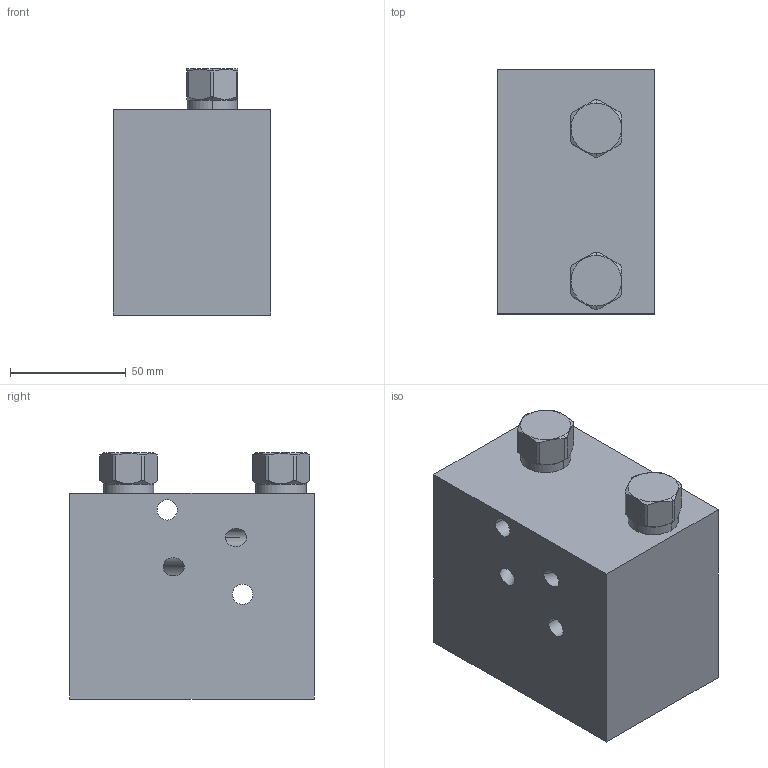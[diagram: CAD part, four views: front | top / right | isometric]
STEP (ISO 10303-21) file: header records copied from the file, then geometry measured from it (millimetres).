
FILE_DESCRIPTION((''),'2;1');
FILE_NAME('VVU_ASM','2020-08-07T',('ProEService'),(''),'PRO/ENGINEER BY PARAMETRIC TECHNOLOGY CORPORATION, 2014200','PRO/ENGINEER BY PARAMETRIC TECHNOLOGY CORPORATION, 2014200','');
FILE_SCHEMA(('CONFIG_CONTROL_DESIGN'));
Length unit declared in the file: inch
Products named in the file (3): 152-859; CXDAXAN; VVU_ASM
Assembly tree (3 placements, depth 2):
  VVU_ASM
    152-859
    CXDAXAN  x2
Bounding box: 68.28 x 105.56 x 106.38 mm (x, y, z)
Volume: 557086.9 mm3; surface area: 82835.6 mm2
Topology: 5 solids, 5 shells, 548 faces, 1575 edges, 1157 vertices
Faces by surface type: cylinder 270, cone 135, plane 79, torus 52, revolution 12
Entity records: 14972 total; most frequent: CARTESIAN_POINT 5410, DIRECTION 1988, ORIENTED_EDGE 1706, EDGE_CURVE 853, AXIS2_PLACEMENT_3D 735, VERTEX_POINT 524, VECTOR 512, LINE 512
